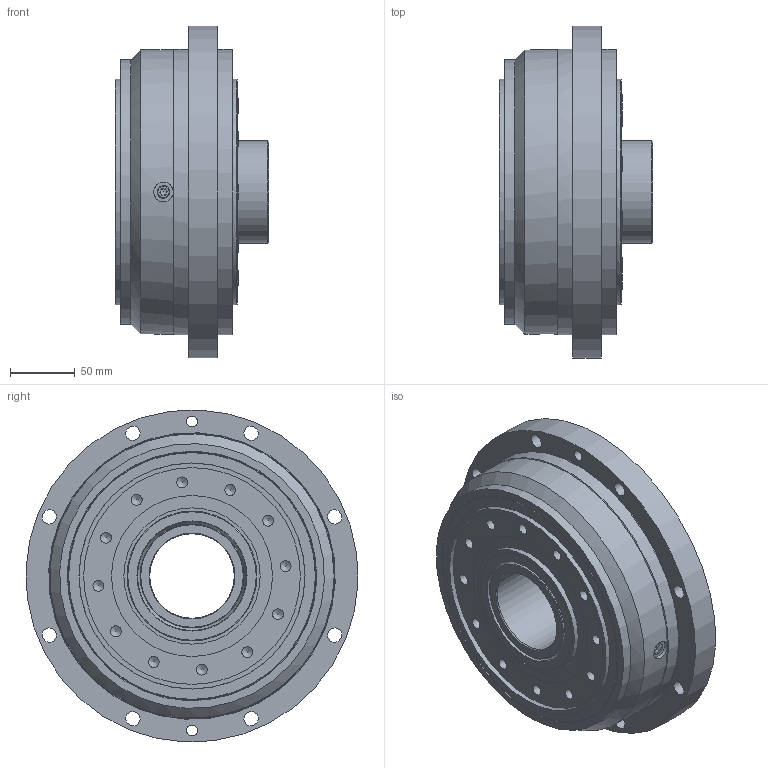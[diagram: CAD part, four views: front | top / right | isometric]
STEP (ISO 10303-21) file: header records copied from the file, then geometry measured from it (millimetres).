
FILE_DESCRIPTION(/* description */ (''),/* implementation_level */ '2;1');
FILE_NAME(/* name */ 'F4CF-C35_STD.stp',/* time_stamp */ '2017-12-06T14:06:26+09:00',/* author */ ('Ikk_Taniyama'),/* organization */ (''),/* preprocessor_version */ 'ST-DEVELOPER v15.6',/* originating_system */ 'Autodesk Inventor 2015',/* authorisation */ '');
FILE_SCHEMA (('AUTOMOTIVE_DESIGN { 1 0 10303 214 3 1 1 }'));
Length unit declared in the file: millimetre
Products named in the file (1): F4CF-C35_STD
Bounding box: 118 x 255.76 x 255.76 mm (x, y, z)
Volume: 1154048.8 mm3; surface area: 426917 mm2
Topology: 1 solids, 4 shells, 424 faces, 891 edges, 564 vertices
Faces by surface type: plane 183, cylinder 131, cone 76, torus 34
Full cylindrical faces by diameter (mm): 3.242 x6, 8 x10, 8.376 x14, 8.566 x2, 9 x10, 11 x8, 13 x10, 14 x10, 15 x2, 16.5 x10, 65 x1, 79 x1, 80 x4, 84.8 x2, 89 x1, 97 x2, 100 x4, 105 x1, 110 x2, 112 x1, 118 x1, 124 x1, 160 x1, 160.515 x2, 167 x1, 169 x2, 174 x6, 178.08 x2, 180.5 x1, 187.6 x2
Entity records: 10012 total; most frequent: CARTESIAN_POINT 1745, DIRECTION 1700, ORIENTED_EDGE 1162, EDGE_LOOP 782, AXIS2_PLACEMENT_3D 766, EDGE_CURVE 575, VERTEX_POINT 489, STYLED_ITEM 425
